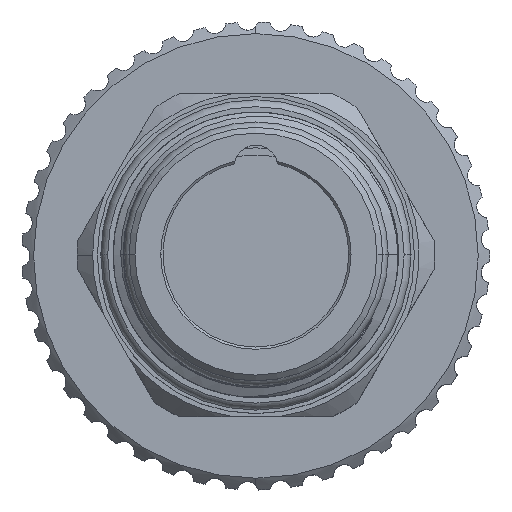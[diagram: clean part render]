
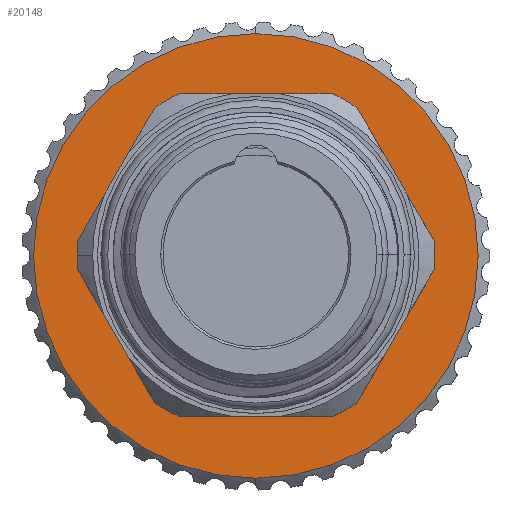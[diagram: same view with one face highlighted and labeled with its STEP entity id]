
A CAD part, top view. The second image highlights one B-rep face of the part: STEP entity #20148.
In plain terms, the highlighted planar face has unit normal (0, 0, 1).
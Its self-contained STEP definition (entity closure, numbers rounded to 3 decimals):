
#35 = FACE_OUTER_BOUND ( 'NONE', #8121, .T. ) ;
#77 = CARTESIAN_POINT ( 'NONE',  ( 0., 8.239, -70.56 ) ) ;
#174 = CARTESIAN_POINT ( 'NONE',  ( 0., 0., -70.56 ) ) ;
#668 = CARTESIAN_POINT ( 'NONE',  ( 0., -8.239, -70.56 ) ) ;
#883 = VERTEX_POINT ( 'NONE', #23626 ) ;
#1511 = LINE ( 'NONE', #77, #9807 ) ;
#1610 = VECTOR ( 'NONE', #4719, 1000. ) ;
#1670 = CARTESIAN_POINT ( 'NONE',  ( -7.135, -3.939, -70.56 ) ) ;
#2208 = CARTESIAN_POINT ( 'NONE',  ( 0., 15.3, -70.56 ) ) ;
#2251 = CARTESIAN_POINT ( 'NONE',  ( 7.135, -4.119, -70.56 ) ) ;
#2263 = DIRECTION ( 'NONE',  ( 1., 0., 0. ) ) ;
#2425 = DIRECTION ( 'NONE',  ( 1., 0., 0. ) ) ;
#2649 = EDGE_CURVE ( 'NONE', #4374, #16978, #13326, .T. ) ;
#3378 = AXIS2_PLACEMENT_3D ( 'NONE', #174, #4601, #20814 ) ;
#3617 = VECTOR ( 'NONE', #25644, 1000. ) ;
#3825 = CARTESIAN_POINT ( 'NONE',  ( 0., -15.3, -70.56 ) ) ;
#3934 = AXIS2_PLACEMENT_3D ( 'NONE', #9530, #11552, #25893 ) ;
#4014 = CARTESIAN_POINT ( 'NONE',  ( -7.135, 3.939, -70.56 ) ) ;
#4024 = DIRECTION ( 'NONE',  ( 1., 0., 0. ) ) ;
#4263 = EDGE_CURVE ( 'NONE', #883, #12899, #6316, .T. ) ;
#4374 = VERTEX_POINT ( 'NONE', #6941 ) ;
#4421 = ORIENTED_EDGE ( 'NONE', *, *, #19068, .F. ) ;
#4511 = ORIENTED_EDGE ( 'NONE', *, *, #2649, .F. ) ;
#4523 = ORIENTED_EDGE ( 'NONE', *, *, #24815, .F. ) ;
#4547 = EDGE_CURVE ( 'NONE', #16978, #17632, #24834, .T. ) ;
#4601 = DIRECTION ( 'NONE',  ( 0., 0., 1. ) ) ;
#4719 = DIRECTION ( 'NONE',  ( 0.866, -0.5, 0. ) ) ;
#4770 = CARTESIAN_POINT ( 'NONE',  ( 6.979, -4.21, -70.56 ) ) ;
#5118 = CIRCLE ( 'NONE', #13299, 8.15 ) ;
#5191 = DIRECTION ( 'NONE',  ( 0., -1., 0. ) ) ;
#5194 = EDGE_CURVE ( 'NONE', #22318, #25483, #1511, .T. ) ;
#5287 = CARTESIAN_POINT ( 'NONE',  ( -7.135, -4.119, -70.56 ) ) ;
#5337 = VECTOR ( 'NONE', #5191, 1000. ) ;
#5559 = ORIENTED_EDGE ( 'NONE', *, *, #23816, .F. ) ;
#5850 = AXIS2_PLACEMENT_3D ( 'NONE', #10529, #14780, #2425 ) ;
#5919 = ORIENTED_EDGE ( 'NONE', *, *, #21166, .F. ) ;
#5946 = EDGE_CURVE ( 'NONE', #19520, #10480, #13241, .T. ) ;
#6101 = CARTESIAN_POINT ( 'NONE',  ( 0., 0., -70.56 ) ) ;
#6316 = LINE ( 'NONE', #7233, #21962 ) ;
#6375 = VERTEX_POINT ( 'NONE', #1670 ) ;
#6941 = CARTESIAN_POINT ( 'NONE',  ( -0.156, -8.148, -70.56 ) ) ;
#7106 = EDGE_CURVE ( 'NONE', #25270, #11976, #5118, .T. ) ;
#7202 = ORIENTED_EDGE ( 'NONE', *, *, #5194, .F. ) ;
#7233 = CARTESIAN_POINT ( 'NONE',  ( 7.135, 4.119, -70.56 ) ) ;
#7304 = DIRECTION ( 'NONE',  ( 0., 0., -1. ) ) ;
#7393 = CIRCLE ( 'NONE', #3378, 8.15 ) ;
#7491 = VERTEX_POINT ( 'NONE', #22031 ) ;
#7859 = DIRECTION ( 'NONE',  ( 0., 0., 1. ) ) ;
#7882 = ORIENTED_EDGE ( 'NONE', *, *, #18996, .F. ) ;
#7913 = EDGE_CURVE ( 'NONE', #25483, #25270, #22530, .T. ) ;
#8058 = CIRCLE ( 'NONE', #26412, 8.15 ) ;
#8121 = EDGE_LOOP ( 'NONE', ( #12438, #16942 ) ) ;
#8283 = EDGE_CURVE ( 'NONE', #10480, #19520, #12285, .T. ) ;
#9530 = CARTESIAN_POINT ( 'NONE',  ( 0., 0., -70.56 ) ) ;
#9658 = VERTEX_POINT ( 'NONE', #18407 ) ;
#9666 = DIRECTION ( 'NONE',  ( 0., 0., 1. ) ) ;
#9713 = CARTESIAN_POINT ( 'NONE',  ( 7.135, 3.939, -70.56 ) ) ;
#9807 = VECTOR ( 'NONE', #10193, 1000. ) ;
#10193 = DIRECTION ( 'NONE',  ( -0.866, 0.5, 0. ) ) ;
#10480 = VERTEX_POINT ( 'NONE', #3825 ) ;
#10529 = CARTESIAN_POINT ( 'NONE',  ( 0., 0., -70.56 ) ) ;
#10560 = LINE ( 'NONE', #21491, #3617 ) ;
#11261 = ORIENTED_EDGE ( 'NONE', *, *, #21078, .F. ) ;
#11296 = DIRECTION ( 'NONE',  ( 0., 0., 1. ) ) ;
#11380 = DIRECTION ( 'NONE',  ( 1., 0., 0. ) ) ;
#11552 = DIRECTION ( 'NONE',  ( 0., 0., 1. ) ) ;
#11873 = FACE_BOUND ( 'NONE', #16521, .T. ) ;
#11976 = VERTEX_POINT ( 'NONE', #25975 ) ;
#12119 = VERTEX_POINT ( 'NONE', #4014 ) ;
#12285 = CIRCLE ( 'NONE', #13124, 15.3 ) ;
#12438 = ORIENTED_EDGE ( 'NONE', *, *, #8283, .T. ) ;
#12899 = VERTEX_POINT ( 'NONE', #9713 ) ;
#12914 = DIRECTION ( 'NONE',  ( 0., -1., 0. ) ) ;
#13115 = CARTESIAN_POINT ( 'NONE',  ( 0., 0., -70.56 ) ) ;
#13124 = AXIS2_PLACEMENT_3D ( 'NONE', #6101, #24577, #12914 ) ;
#13241 = CIRCLE ( 'NONE', #3934, 15.3 ) ;
#13299 = AXIS2_PLACEMENT_3D ( 'NONE', #20399, #20487, #4024 ) ;
#13326 = CIRCLE ( 'NONE', #19796, 8.15 ) ;
#14265 = CARTESIAN_POINT ( 'NONE',  ( 0.156, 8.148, -70.56 ) ) ;
#14780 = DIRECTION ( 'NONE',  ( 0., 0., 1. ) ) ;
#15421 = CARTESIAN_POINT ( 'NONE',  ( 0., 0., -70.56 ) ) ;
#15848 = CARTESIAN_POINT ( 'NONE',  ( 0., 0., -70.56 ) ) ;
#16110 = ORIENTED_EDGE ( 'NONE', *, *, #21732, .F. ) ;
#16116 = LINE ( 'NONE', #5287, #5337 ) ;
#16521 = EDGE_LOOP ( 'NONE', ( #5559, #11261, #26177, #23518, #7202, #7882, #24134, #5919, #20548, #4511, #4523, #16110, #4421 ) ) ;
#16942 = ORIENTED_EDGE ( 'NONE', *, *, #5946, .T. ) ;
#16978 = VERTEX_POINT ( 'NONE', #21884 ) ;
#17466 = VECTOR ( 'NONE', #20680, 1000. ) ;
#17632 = VERTEX_POINT ( 'NONE', #4770 ) ;
#18407 = CARTESIAN_POINT ( 'NONE',  ( -6.979, -4.21, -70.56 ) ) ;
#18659 = DIRECTION ( 'NONE',  ( 0., 0., 1. ) ) ;
#18996 = EDGE_CURVE ( 'NONE', #12899, #22318, #24206, .T. ) ;
#19068 = EDGE_CURVE ( 'NONE', #12119, #6375, #16116, .T. ) ;
#19208 = CIRCLE ( 'NONE', #23306, 8.15 ) ;
#19520 = VERTEX_POINT ( 'NONE', #2208 ) ;
#19796 = AXIS2_PLACEMENT_3D ( 'NONE', #22678, #18659, #2263 ) ;
#19926 = CARTESIAN_POINT ( 'NONE',  ( 0., 0., -70.56 ) ) ;
#20148 = ADVANCED_FACE ( 'NONE', ( #35, #11873 ), #25314, .F. ) ;
#20399 = CARTESIAN_POINT ( 'NONE',  ( 0., 0., -70.56 ) ) ;
#20487 = DIRECTION ( 'NONE',  ( 0., 0., 1. ) ) ;
#20548 = ORIENTED_EDGE ( 'NONE', *, *, #4547, .F. ) ;
#20680 = DIRECTION ( 'NONE',  ( 0.866, 0.5, 0. ) ) ;
#20814 = DIRECTION ( 'NONE',  ( 1., 0., 0. ) ) ;
#21078 = EDGE_CURVE ( 'NONE', #11976, #7491, #10560, .T. ) ;
#21166 = EDGE_CURVE ( 'NONE', #17632, #883, #19208, .T. ) ;
#21491 = CARTESIAN_POINT ( 'NONE',  ( -7.135, 4.119, -70.56 ) ) ;
#21732 = EDGE_CURVE ( 'NONE', #6375, #9658, #8058, .T. ) ;
#21884 = CARTESIAN_POINT ( 'NONE',  ( 0.156, -8.148, -70.56 ) ) ;
#21962 = VECTOR ( 'NONE', #24084, 1000. ) ;
#22031 = CARTESIAN_POINT ( 'NONE',  ( -6.979, 4.21, -70.56 ) ) ;
#22318 = VERTEX_POINT ( 'NONE', #25901 ) ;
#22530 = CIRCLE ( 'NONE', #5850, 8.15 ) ;
#22678 = CARTESIAN_POINT ( 'NONE',  ( 0., 0., -70.56 ) ) ;
#22968 = LINE ( 'NONE', #668, #1610 ) ;
#23106 = CARTESIAN_POINT ( 'NONE',  ( 0., 8.15, -70.56 ) ) ;
#23306 = AXIS2_PLACEMENT_3D ( 'NONE', #15848, #7859, #26169 ) ;
#23518 = ORIENTED_EDGE ( 'NONE', *, *, #7913, .F. ) ;
#23626 = CARTESIAN_POINT ( 'NONE',  ( 7.135, -3.939, -70.56 ) ) ;
#23816 = EDGE_CURVE ( 'NONE', #7491, #12119, #7393, .T. ) ;
#23960 = DIRECTION ( 'NONE',  ( 1., 0., 0. ) ) ;
#23989 = AXIS2_PLACEMENT_3D ( 'NONE', #15421, #11296, #11380 ) ;
#24084 = DIRECTION ( 'NONE',  ( 0., 1., 0. ) ) ;
#24134 = ORIENTED_EDGE ( 'NONE', *, *, #4263, .F. ) ;
#24206 = CIRCLE ( 'NONE', #23989, 8.15 ) ;
#24327 = AXIS2_PLACEMENT_3D ( 'NONE', #13115, #7304, #25498 ) ;
#24577 = DIRECTION ( 'NONE',  ( 0., 0., 1. ) ) ;
#24815 = EDGE_CURVE ( 'NONE', #9658, #4374, #22968, .T. ) ;
#24834 = LINE ( 'NONE', #2251, #17466 ) ;
#25270 = VERTEX_POINT ( 'NONE', #23106 ) ;
#25314 = PLANE ( 'NONE',  #24327 ) ;
#25483 = VERTEX_POINT ( 'NONE', #14265 ) ;
#25498 = DIRECTION ( 'NONE',  ( 0., -1., 0. ) ) ;
#25644 = DIRECTION ( 'NONE',  ( -0.866, -0.5, 0. ) ) ;
#25893 = DIRECTION ( 'NONE',  ( 0., -1., 0. ) ) ;
#25901 = CARTESIAN_POINT ( 'NONE',  ( 6.979, 4.21, -70.56 ) ) ;
#25975 = CARTESIAN_POINT ( 'NONE',  ( -0.156, 8.148, -70.56 ) ) ;
#26169 = DIRECTION ( 'NONE',  ( 1., 0., 0. ) ) ;
#26177 = ORIENTED_EDGE ( 'NONE', *, *, #7106, .F. ) ;
#26412 = AXIS2_PLACEMENT_3D ( 'NONE', #19926, #9666, #23960 ) ;
